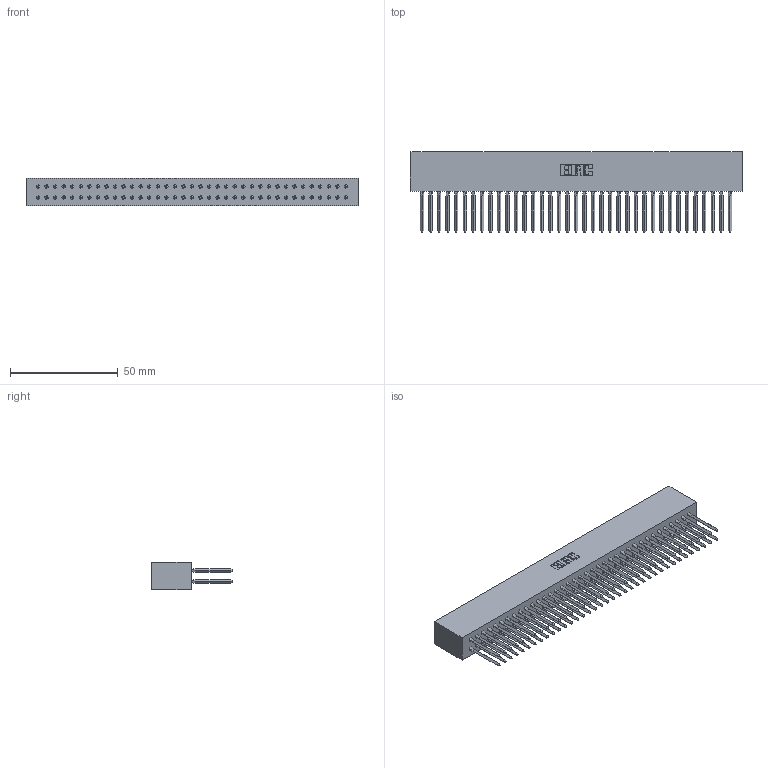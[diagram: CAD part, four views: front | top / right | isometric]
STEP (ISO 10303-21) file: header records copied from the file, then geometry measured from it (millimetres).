
FILE_DESCRIPTION (( 'STEP AP203' ), '1' );
FILE_NAME ('317-074-542-801.STEP', '2020-02-28T07:54:54', ( '' ), ( '' ), 'SwSTEP 2.0', 'SolidWorks 2016', '' );
FILE_SCHEMA (( 'CONFIG_CONTROL_DESIGN' ));
Length unit declared in the file: inch
Products named in the file (3): 317-074-542-801; 317-290-003_542; 317 Part_Lugless
Assembly tree (75 placements, depth 2):
  317-074-542-801
    317 Part_Lugless
    317-290-003_542  x74
Bounding box: 153.82 x 37.34 x 12.7 mm (x, y, z)
Volume: 26760.2 mm3; surface area: 37228.7 mm2
Topology: 75 solids, 75 shells, 4308 faces, 12079 edges, 7706 vertices
Faces by surface type: plane 3454, cylinder 558, bspline 296
Entity records: 52789 total; most frequent: CARTESIAN_POINT 9457, ORIENTED_EDGE 9120, DIRECTION 7672, EDGE_CURVE 4560, LINE 4398, VECTOR 4398, VERTEX_POINT 3034, AXIS2_PLACEMENT_3D 1637
